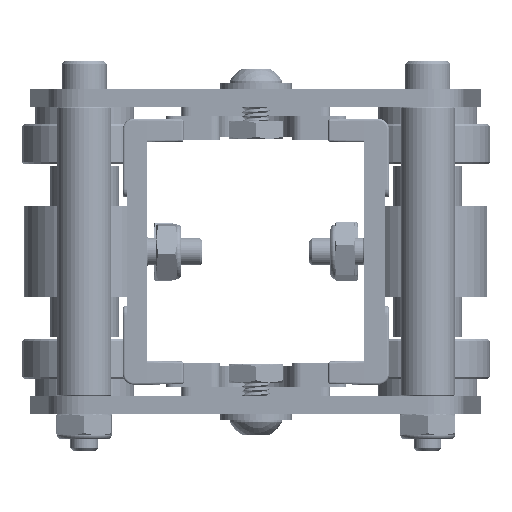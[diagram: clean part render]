
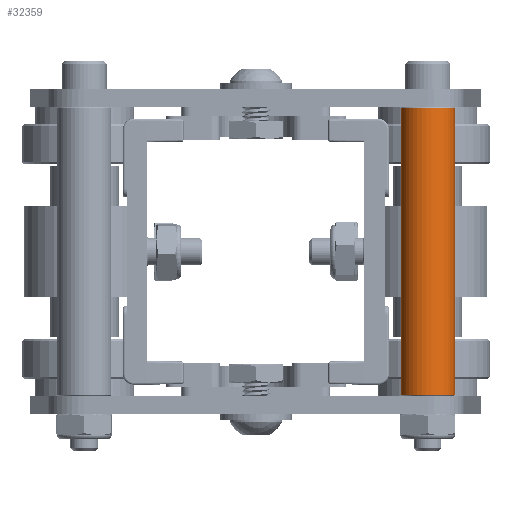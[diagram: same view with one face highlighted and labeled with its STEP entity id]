
A CAD part, front view. The second image highlights one B-rep face of the part: STEP entity #32359.
In plain terms, the highlighted cylindrical face has radius 4.763 mm (diameter 9.525 mm), a full revolution.
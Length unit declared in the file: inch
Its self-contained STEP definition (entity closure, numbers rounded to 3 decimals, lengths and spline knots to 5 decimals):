
#1170 = CARTESIAN_POINT ( 'NONE',  ( 0., 1.99, 0. ) ) ;
#1251 = EDGE_LOOP ( 'NONE', ( #8755 ) ) ;
#1735 = CIRCLE ( 'NONE', #4508, 0.1875 ) ;
#4508 = AXIS2_PLACEMENT_3D ( 'NONE', #1170, #27161, #30240 ) ;
#4739 = EDGE_CURVE ( 'NONE', #19265, #19265, #19947, .T. ) ;
#8755 = ORIENTED_EDGE ( 'NONE', *, *, #24509, .T. ) ;
#10935 = CARTESIAN_POINT ( 'NONE',  ( 0., 2., 0. ) ) ;
#11592 = DIRECTION ( 'NONE',  ( 0., 0., -1. ) ) ;
#11806 = FACE_OUTER_BOUND ( 'NONE', #24072, .T. ) ;
#18062 = CARTESIAN_POINT ( 'NONE',  ( 0., 0.01, 0.1875 ) ) ;
#19265 = VERTEX_POINT ( 'NONE', #18062 ) ;
#19535 = CARTESIAN_POINT ( 'NONE',  ( 0., 0.01, 0. ) ) ;
#19947 = CIRCLE ( 'NONE', #32524, 0.1875 ) ;
#19974 = DIRECTION ( 'NONE',  ( 0., 1., 0. ) ) ;
#24072 = EDGE_LOOP ( 'NONE', ( #36551 ) ) ;
#24509 = EDGE_CURVE ( 'NONE', #40682, #40682, #1735, .T. ) ;
#27161 = DIRECTION ( 'NONE',  ( 0., -1., 0. ) ) ;
#28183 = FACE_OUTER_BOUND ( 'NONE', #1251, .T. ) ;
#28541 = AXIS2_PLACEMENT_3D ( 'NONE', #10935, #31033, #11592 ) ;
#30240 = DIRECTION ( 'NONE',  ( 0., 0., 1. ) ) ;
#31033 = DIRECTION ( 'NONE',  ( 0., -1., 0. ) ) ;
#32359 = ADVANCED_FACE ( 'NONE', ( #11806, #28183 ), #41525, .T. ) ;
#32524 = AXIS2_PLACEMENT_3D ( 'NONE', #19535, #19974, #36373 ) ;
#36373 = DIRECTION ( 'NONE',  ( 0., 0., 1. ) ) ;
#36551 = ORIENTED_EDGE ( 'NONE', *, *, #4739, .T. ) ;
#37842 = CARTESIAN_POINT ( 'NONE',  ( 0., 1.99, 0.1875 ) ) ;
#40682 = VERTEX_POINT ( 'NONE', #37842 ) ;
#41525 = CYLINDRICAL_SURFACE ( 'NONE', #28541, 0.1875 ) ;
